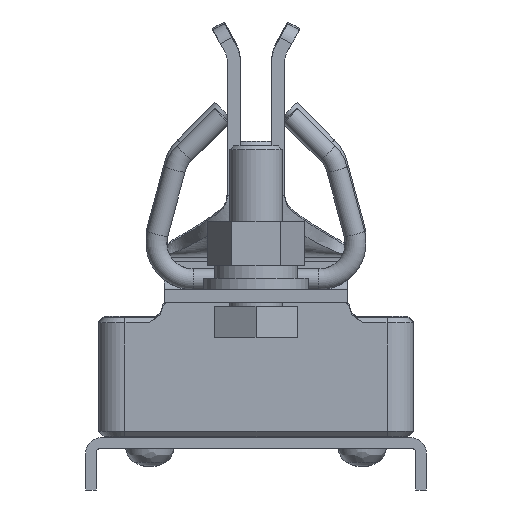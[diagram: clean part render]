
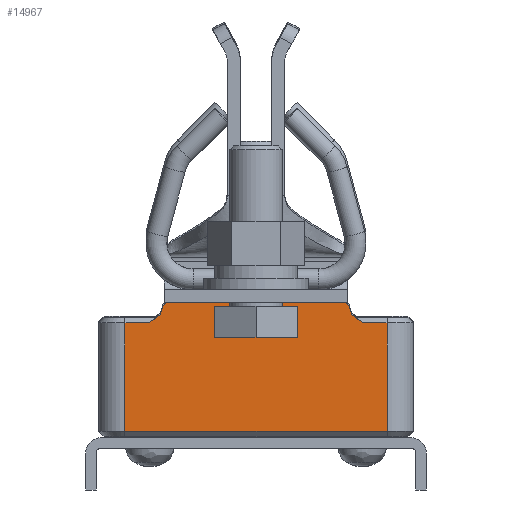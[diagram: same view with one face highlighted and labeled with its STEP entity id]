
A CAD part, left-side view. The second image highlights one B-rep face of the part: STEP entity #14967.
In plain terms, the highlighted face is planar.
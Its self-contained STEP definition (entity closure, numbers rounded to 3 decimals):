
#12671=DIRECTION('',(0.,0.,-1.));
#12672=VECTOR('',#12671,20.7);
#12673=CARTESIAN_POINT('',(878.7,7.5,99.015));
#12674=LINE('',#12673,#12672);
#12685=DIRECTION('',(0.,0.819,0.574));
#12686=VECTOR('',#12685,0.819);
#12687=CARTESIAN_POINT('',(878.7,14.829,102.345));
#12688=LINE('',#12687,#12686);
#12692=DIRECTION('',(0.,1.,0.));
#12693=VECTOR('',#12692,34.);
#12694=CARTESIAN_POINT('',(878.7,15.5,102.815));
#12695=LINE('',#12694,#12693);
#12699=DIRECTION('',(0.,0.819,-0.574));
#12700=VECTOR('',#12699,0.819);
#12701=CARTESIAN_POINT('',(878.7,49.5,102.815));
#12702=LINE('',#12701,#12700);
#12706=DIRECTION('',(0.,0.342,-0.94));
#12707=VECTOR('',#12706,1.98);
#12708=CARTESIAN_POINT('',(878.7,50.171,102.345));
#12709=LINE('',#12708,#12707);
#12713=DIRECTION('',(0.,0.819,-0.574));
#12714=VECTOR('',#12713,2.563);
#12715=CARTESIAN_POINT('',(878.7,50.848,100.484));
#12716=LINE('',#12715,#12714);
#12720=DIRECTION('',(0.,-1.,0.));
#12721=VECTOR('',#12720,50.);
#12722=CARTESIAN_POINT('',(878.7,57.5,78.315));
#12723=LINE('',#12722,#12721);
#12727=DIRECTION('',(0.,0.819,0.574));
#12728=VECTOR('',#12727,2.563);
#12729=CARTESIAN_POINT('',(878.7,12.053,99.015));
#12730=LINE('',#12729,#12728);
#12734=DIRECTION('',(0.,0.342,0.94));
#12735=VECTOR('',#12734,1.98);
#12736=CARTESIAN_POINT('',(878.7,14.152,100.484));
#12737=LINE('',#12736,#12735);
#12895=DIRECTION('',(0.,-1.,0.));
#12896=VECTOR('',#12895,4.553);
#12897=CARTESIAN_POINT('',(878.7,12.053,99.015));
#12898=LINE('',#12897,#12896);
#12931=DIRECTION('',(0.,-1.,0.));
#12932=VECTOR('',#12931,4.553);
#12933=CARTESIAN_POINT('',(878.7,57.5,99.015));
#12934=LINE('',#12933,#12932);
#12967=DIRECTION('',(0.,0.,1.));
#12968=VECTOR('',#12967,20.7);
#12969=CARTESIAN_POINT('',(878.7,57.5,78.315));
#12970=LINE('',#12969,#12968);
#13279=CARTESIAN_POINT('',(878.7,57.5,78.315));
#13280=VERTEX_POINT('',#13279);
#13281=CARTESIAN_POINT('',(878.7,7.5,78.315));
#13282=VERTEX_POINT('',#13281);
#13283=CARTESIAN_POINT('',(878.7,7.5,99.015));
#13284=VERTEX_POINT('',#13283);
#13285=CARTESIAN_POINT('',(878.7,14.829,102.345));
#13286=CARTESIAN_POINT('',(878.7,15.5,102.815));
#13287=VERTEX_POINT('',#13285);
#13288=VERTEX_POINT('',#13286);
#13289=CARTESIAN_POINT('',(878.7,49.5,102.815));
#13290=VERTEX_POINT('',#13289);
#13291=CARTESIAN_POINT('',(878.7,50.171,102.345));
#13292=VERTEX_POINT('',#13291);
#13293=CARTESIAN_POINT('',(878.7,50.848,100.484));
#13294=VERTEX_POINT('',#13293);
#13295=CARTESIAN_POINT('',(878.7,52.947,99.015));
#13296=VERTEX_POINT('',#13295);
#13297=CARTESIAN_POINT('',(878.7,57.5,99.015));
#13298=VERTEX_POINT('',#13297);
#13299=CARTESIAN_POINT('',(878.7,12.053,99.015));
#13300=VERTEX_POINT('',#13299);
#13301=CARTESIAN_POINT('',(878.7,14.152,100.484));
#13302=VERTEX_POINT('',#13301);
#14938=CARTESIAN_POINT('',(878.7,7.5,76.815));
#14939=DIRECTION('',(1.,0.,0.));
#14940=DIRECTION('',(0.,1.,0.));
#14941=AXIS2_PLACEMENT_3D('',#14938,#14939,#14940);
#14942=PLANE('',#14941);
#14944=ORIENTED_EDGE('',*,*,#14943,.T.);
#14946=ORIENTED_EDGE('',*,*,#14945,.T.);
#14948=ORIENTED_EDGE('',*,*,#14947,.T.);
#14950=ORIENTED_EDGE('',*,*,#14949,.T.);
#14952=ORIENTED_EDGE('',*,*,#14951,.T.);
#14954=ORIENTED_EDGE('',*,*,#14953,.F.);
#14956=ORIENTED_EDGE('',*,*,#14955,.F.);
#14957=ORIENTED_EDGE('',*,*,#14865,.T.);
#14958=ORIENTED_EDGE('',*,*,#14922,.F.);
#14960=ORIENTED_EDGE('',*,*,#14959,.F.);
#14962=ORIENTED_EDGE('',*,*,#14961,.T.);
#14964=ORIENTED_EDGE('',*,*,#14963,.T.);
#14965=EDGE_LOOP('',(#14944,#14946,#14948,#14950,#14952,#14954,#14956,#14957,
#14958,#14960,#14962,#14964));
#14966=FACE_OUTER_BOUND('',#14965,.F.);
#14865=EDGE_CURVE('',#13280,#13282,#12723,.T.);
#14922=EDGE_CURVE('',#13284,#13282,#12674,.T.);
#14943=EDGE_CURVE('',#13287,#13288,#12688,.T.);
#14945=EDGE_CURVE('',#13288,#13290,#12695,.T.);
#14947=EDGE_CURVE('',#13290,#13292,#12702,.T.);
#14949=EDGE_CURVE('',#13292,#13294,#12709,.T.);
#14951=EDGE_CURVE('',#13294,#13296,#12716,.T.);
#14953=EDGE_CURVE('',#13298,#13296,#12934,.T.);
#14955=EDGE_CURVE('',#13280,#13298,#12970,.T.);
#14959=EDGE_CURVE('',#13300,#13284,#12898,.T.);
#14961=EDGE_CURVE('',#13300,#13302,#12730,.T.);
#14963=EDGE_CURVE('',#13302,#13287,#12737,.T.);
#14967=ADVANCED_FACE('',(#14966),#14942,.T.);
